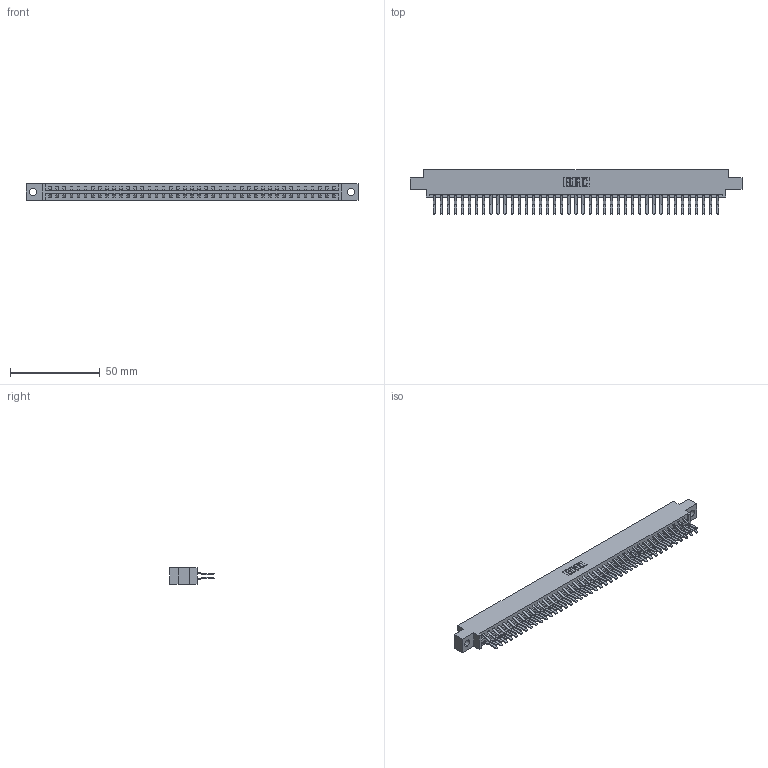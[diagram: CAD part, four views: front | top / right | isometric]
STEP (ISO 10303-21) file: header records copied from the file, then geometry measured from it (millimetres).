
FILE_DESCRIPTION (( 'STEP AP203' ), '1' );
FILE_NAME ('387-082-560-804.STEP', '2018-09-23T21:14:45', ( '' ), ( '' ), 'SwSTEP 2.0', 'SolidWorks 2016', '' );
FILE_SCHEMA (( 'CONFIG_CONTROL_DESIGN' ));
Length unit declared in the file: inch
Products named in the file (3): 345-292-001_560 Tail; 387-082-560-804; 337 Part_0.170 Offset - 0.156 Dia-TH
Assembly tree (83 placements, depth 2):
  387-082-560-804
    337 Part_0.170 Offset - 0.156 Dia-TH
    345-292-001_560 Tail  x82
Bounding box: 185.47 x 24.78 x 9.4 mm (x, y, z)
Volume: 19865.2 mm3; surface area: 23908.7 mm2
Topology: 83 solids, 83 shells, 4710 faces, 14017 edges, 9234 vertices
Faces by surface type: plane 3190, cylinder 1520
Entity records: 32141 total; most frequent: CARTESIAN_POINT 5418, ORIENTED_EDGE 5354, DIRECTION 4613, EDGE_CURVE 2677, VECTOR 2545, LINE 2545, VERTEX_POINT 1782, AXIS2_PLACEMENT_3D 1034
